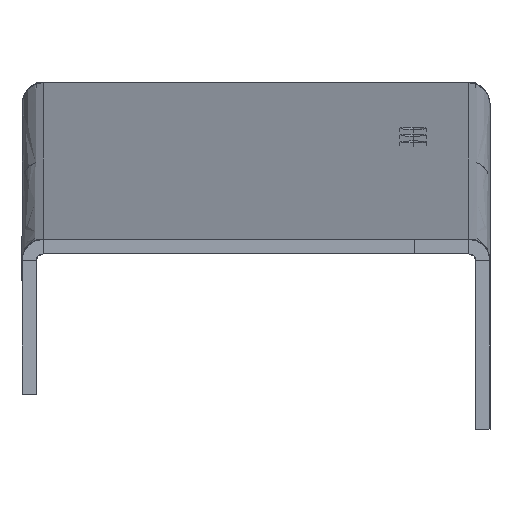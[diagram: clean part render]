
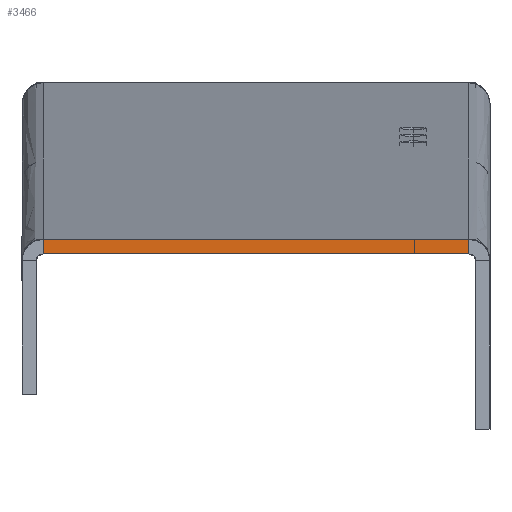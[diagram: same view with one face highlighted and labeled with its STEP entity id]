
A CAD part, front view. The second image highlights one B-rep face of the part: STEP entity #3466.
In plain terms, the highlighted free-form (B-spline) face has degree [1, 1] with [2, 2] control points.
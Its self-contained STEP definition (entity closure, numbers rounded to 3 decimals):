
#68 = CARTESIAN_POINT ( 'NONE',  ( 4., -7050., -97.17 ) ) ;
#1078 = CARTESIAN_POINT ( 'NONE',  ( 246., -7050., -97.17 ) ) ;
#1742 = CARTESIAN_POINT ( 'NONE',  ( 246., -7050., -89.17 ) ) ;
#1870 = B_SPLINE_CURVE_WITH_KNOTS ( 'NONE', 1,
 ( #2006, #3056 ),
 .UNSPECIFIED., .F., .F.,
 ( 2, 2 ),
 ( 0., 1. ),
 .UNSPECIFIED. ) ;
#2006 = CARTESIAN_POINT ( 'NONE',  ( 4., -7050., -89.17 ) ) ;
#2157 = CARTESIAN_POINT ( 'NONE',  ( 246., -7050., -97.17 ) ) ;
#2297 = CARTESIAN_POINT ( 'NONE',  ( 4., -7050., -89.17 ) ) ;
#2365 = EDGE_CURVE ( 'NONE', #3641, #5190, #3386, .T. ) ;
#2477 = CARTESIAN_POINT ( 'NONE',  ( 4., -7050., -89.17 ) ) ;
#2908 = CARTESIAN_POINT ( 'NONE',  ( 4., -7050., -97.17 ) ) ;
#2977 = CARTESIAN_POINT ( 'NONE',  ( 246., -7050., -89.17 ) ) ;
#3056 = CARTESIAN_POINT ( 'NONE',  ( 4., -7050., -97.17 ) ) ;
#3322 = EDGE_CURVE ( 'NONE', #5123, #3641, #1870, .T. ) ;
#3386 = B_SPLINE_CURVE_WITH_KNOTS ( 'NONE', 1,
 ( #68, #2157 ),
 .UNSPECIFIED., .F., .F.,
 ( 2, 2 ),
 ( 0., 1. ),
 .UNSPECIFIED. ) ;
#3466 = ADVANCED_FACE ( 'NONE', ( #4422 ), #6845, .T. ) ;
#3641 = VERTEX_POINT ( 'NONE', #4583 ) ;
#3763 = EDGE_CURVE ( 'NONE', #5190, #3855, #5539, .T. ) ;
#3809 = EDGE_LOOP ( 'NONE', ( #4405, #5410, #3944, #4421 ) ) ;
#3855 = VERTEX_POINT ( 'NONE', #1742 ) ;
#3944 = ORIENTED_EDGE ( 'NONE', *, *, #3763, .T. ) ;
#3945 = CARTESIAN_POINT ( 'NONE',  ( 246., -7050., -89.17 ) ) ;
#4204 = CARTESIAN_POINT ( 'NONE',  ( 246., -7050., -97.17 ) ) ;
#4405 = ORIENTED_EDGE ( 'NONE', *, *, #3322, .T. ) ;
#4421 = ORIENTED_EDGE ( 'NONE', *, *, #5466, .F. ) ;
#4422 = FACE_OUTER_BOUND ( 'NONE', #3809, .T. ) ;
#4534 = CARTESIAN_POINT ( 'NONE',  ( 246., -7050., -89.17 ) ) ;
#4583 = CARTESIAN_POINT ( 'NONE',  ( 4., -7050., -97.17 ) ) ;
#5123 = VERTEX_POINT ( 'NONE', #2477 ) ;
#5190 = VERTEX_POINT ( 'NONE', #4204 ) ;
#5410 = ORIENTED_EDGE ( 'NONE', *, *, #2365, .T. ) ;
#5466 = EDGE_CURVE ( 'NONE', #5123, #3855, #5795, .T. ) ;
#5539 = B_SPLINE_CURVE_WITH_KNOTS ( 'NONE', 1,
 ( #1078, #3945 ),
 .UNSPECIFIED., .F., .F.,
 ( 2, 2 ),
 ( 0., 1. ),
 .UNSPECIFIED. ) ;
#5573 = CARTESIAN_POINT ( 'NONE',  ( 246., -7050., -97.17 ) ) ;
#5795 = B_SPLINE_CURVE_WITH_KNOTS ( 'NONE', 1,
 ( #2297, #4534 ),
 .UNSPECIFIED., .F., .F.,
 ( 2, 2 ),
 ( 0., 1. ),
 .UNSPECIFIED. ) ;
#6172 = CARTESIAN_POINT ( 'NONE',  ( 4., -7050., -89.17 ) ) ;
#6845 = B_SPLINE_SURFACE_WITH_KNOTS ( 'NONE', 1, 1, ( 
 ( #5573, #2908 ),
 ( #2977, #6172 ) ),
 .UNSPECIFIED., .F., .F., .F.,
 ( 2, 2 ),
 ( 2, 2 ),
 ( 0., 1. ),
 ( 0., 1. ),
 .UNSPECIFIED. ) ;
